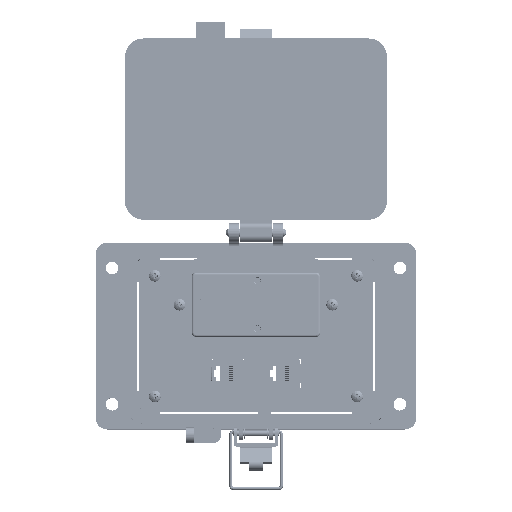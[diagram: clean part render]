
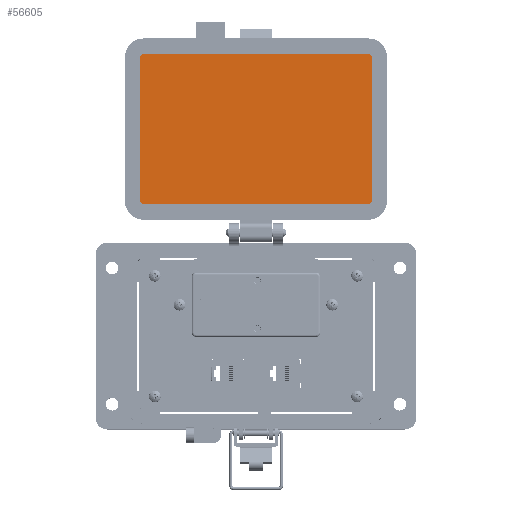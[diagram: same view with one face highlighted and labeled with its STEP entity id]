
A CAD part, top view. The second image highlights one B-rep face of the part: STEP entity #56605.
In plain terms, the highlighted planar face has unit normal (0, 0, 1).
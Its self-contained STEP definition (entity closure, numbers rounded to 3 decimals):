
#806 = CIRCLE ( 'NONE', #151984, 1.785 ) ;
#2243 = CARTESIAN_POINT ( 'NONE',  ( 57.717, 67.765, 8.694 ) ) ;
#5300 = VECTOR ( 'NONE', #33418, 1000. ) ;
#18095 = LINE ( 'NONE', #37269, #39747 ) ;
#20153 = CIRCLE ( 'NONE', #30940, 1.785 ) ;
#21264 = AXIS2_PLACEMENT_3D ( 'NONE', #61238, #201175, #219212 ) ;
#25754 = VERTEX_POINT ( 'NONE', #192059 ) ;
#30459 = EDGE_CURVE ( 'NONE', #198962, #210510, #806, .T. ) ;
#30940 = AXIS2_PLACEMENT_3D ( 'NONE', #107747, #37801, #155166 ) ;
#31451 = DIRECTION ( 'NONE',  ( 0., -1., 0. ) ) ;
#33418 = DIRECTION ( 'NONE',  ( 0., 1., 0. ) ) ;
#37269 = CARTESIAN_POINT ( 'NONE',  ( 59.502, 69.55, 8.694 ) ) ;
#37801 = DIRECTION ( 'NONE',  ( 0., 0., -1. ) ) ;
#39747 = VECTOR ( 'NONE', #107199, 1000. ) ;
#42483 = AXIS2_PLACEMENT_3D ( 'NONE', #146979, #95116, #144764 ) ;
#45202 = DIRECTION ( 'NONE',  ( 0., 0., 1. ) ) ;
#56605 = ADVANCED_FACE ( 'NONE', ( #150141 ), #96027, .T. ) ;
#57558 = CARTESIAN_POINT ( 'NONE',  ( 57.717, 145.119, 8.694 ) ) ;
#58005 = ORIENTED_EDGE ( 'NONE', *, *, #187303, .F. ) ;
#60598 = VERTEX_POINT ( 'NONE', #124999 ) ;
#61238 = CARTESIAN_POINT ( 'NONE',  ( 57.717, 69.55, 8.694 ) ) ;
#62877 = VERTEX_POINT ( 'NONE', #64296 ) ;
#63461 = EDGE_CURVE ( 'NONE', #162231, #209308, #96977, .T. ) ;
#64296 = CARTESIAN_POINT ( 'NONE',  ( -57.72, 67.765, 8.694 ) ) ;
#68885 = VERTEX_POINT ( 'NONE', #191275 ) ;
#70881 = DIRECTION ( 'NONE',  ( 0., 0., -1. ) ) ;
#71062 = AXIS2_PLACEMENT_3D ( 'NONE', #133232, #45202, #134349 ) ;
#73736 = EDGE_CURVE ( 'NONE', #62877, #68885, #186534, .T. ) ;
#74516 = LINE ( 'NONE', #57558, #169070 ) ;
#78376 = ORIENTED_EDGE ( 'NONE', *, *, #96559, .F. ) ;
#81064 = EDGE_LOOP ( 'NONE', ( #109969, #95042, #165137, #107306, #179157, #141054, #58005, #78376 ) ) ;
#81665 = EDGE_CURVE ( 'NONE', #60598, #162231, #18095, .T. ) ;
#92219 = CARTESIAN_POINT ( 'NONE',  ( -57.72, 67.765, 8.694 ) ) ;
#95042 = ORIENTED_EDGE ( 'NONE', *, *, #129402, .F. ) ;
#95116 = DIRECTION ( 'NONE',  ( 0., 0., -1. ) ) ;
#96027 = PLANE ( 'NONE',  #71062 ) ;
#96559 = EDGE_CURVE ( 'NONE', #210510, #25754, #74516, .T. ) ;
#96977 = CIRCLE ( 'NONE', #21264, 1.785 ) ;
#102191 = CARTESIAN_POINT ( 'NONE',  ( -57.72, 145.119, 8.694 ) ) ;
#107199 = DIRECTION ( 'NONE',  ( 0., -1., 0. ) ) ;
#107306 = ORIENTED_EDGE ( 'NONE', *, *, #166781, .F. ) ;
#107747 = CARTESIAN_POINT ( 'NONE',  ( 57.717, 143.334, 8.694 ) ) ;
#108094 = LINE ( 'NONE', #92219, #162144 ) ;
#109969 = ORIENTED_EDGE ( 'NONE', *, *, #30459, .F. ) ;
#124999 = CARTESIAN_POINT ( 'NONE',  ( 59.502, 143.334, 8.694 ) ) ;
#129402 = EDGE_CURVE ( 'NONE', #68885, #198962, #201582, .T. ) ;
#133232 = CARTESIAN_POINT ( 'NONE',  ( -30.745, 145.119, 8.694 ) ) ;
#134349 = DIRECTION ( 'NONE',  ( 0., -1., 0. ) ) ;
#140595 = CARTESIAN_POINT ( 'NONE',  ( -59.505, 143.334, 8.694 ) ) ;
#141054 = ORIENTED_EDGE ( 'NONE', *, *, #81665, .F. ) ;
#144764 = DIRECTION ( 'NONE',  ( 0., -1., 0. ) ) ;
#146979 = CARTESIAN_POINT ( 'NONE',  ( -57.72, 69.55, 8.694 ) ) ;
#147435 = DIRECTION ( 'NONE',  ( -1., 0., 0. ) ) ;
#150141 = FACE_OUTER_BOUND ( 'NONE', #81064, .T. ) ;
#151984 = AXIS2_PLACEMENT_3D ( 'NONE', #188326, #70881, #31451 ) ;
#155166 = DIRECTION ( 'NONE',  ( 0., -1., 0. ) ) ;
#162144 = VECTOR ( 'NONE', #147435, 1000. ) ;
#162231 = VERTEX_POINT ( 'NONE', #222480 ) ;
#165137 = ORIENTED_EDGE ( 'NONE', *, *, #73736, .F. ) ;
#166781 = EDGE_CURVE ( 'NONE', #209308, #62877, #108094, .T. ) ;
#169070 = VECTOR ( 'NONE', #177266, 1000. ) ;
#177266 = DIRECTION ( 'NONE',  ( 1., 0., 0. ) ) ;
#179157 = ORIENTED_EDGE ( 'NONE', *, *, #63461, .F. ) ;
#183565 = CARTESIAN_POINT ( 'NONE',  ( -59.505, 143.334, 8.694 ) ) ;
#186534 = CIRCLE ( 'NONE', #42483, 1.785 ) ;
#187303 = EDGE_CURVE ( 'NONE', #25754, #60598, #20153, .T. ) ;
#188326 = CARTESIAN_POINT ( 'NONE',  ( -57.72, 143.334, 8.694 ) ) ;
#191275 = CARTESIAN_POINT ( 'NONE',  ( -59.505, 69.55, 8.694 ) ) ;
#192059 = CARTESIAN_POINT ( 'NONE',  ( 57.717, 145.119, 8.694 ) ) ;
#198962 = VERTEX_POINT ( 'NONE', #140595 ) ;
#201175 = DIRECTION ( 'NONE',  ( 0., 0., -1. ) ) ;
#201582 = LINE ( 'NONE', #183565, #5300 ) ;
#209308 = VERTEX_POINT ( 'NONE', #2243 ) ;
#210510 = VERTEX_POINT ( 'NONE', #102191 ) ;
#219212 = DIRECTION ( 'NONE',  ( 0., -1., 0. ) ) ;
#222480 = CARTESIAN_POINT ( 'NONE',  ( 59.502, 69.55, 8.694 ) ) ;
